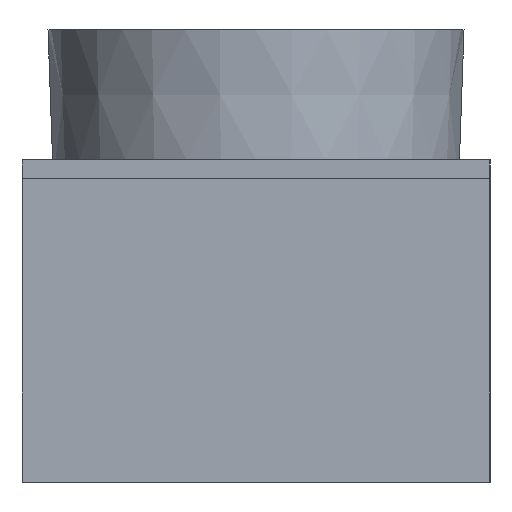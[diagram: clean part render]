
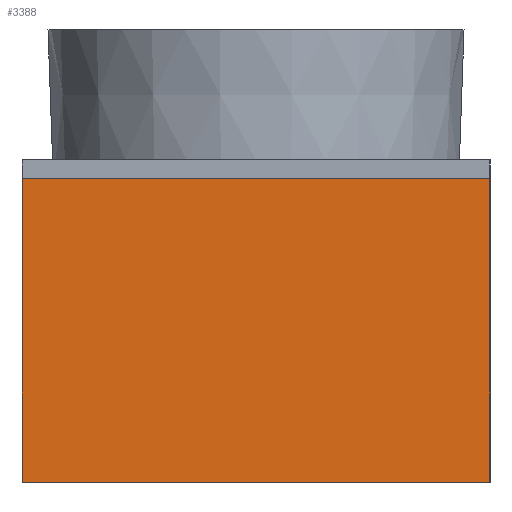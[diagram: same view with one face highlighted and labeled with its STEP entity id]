
A CAD part, left-side view. The second image highlights one B-rep face of the part: STEP entity #3388.
In plain terms, the highlighted planar face has unit normal (-1, 0, 0).
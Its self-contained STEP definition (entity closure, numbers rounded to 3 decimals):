
#271=PLANE('',#3686);
#429=FACE_OUTER_BOUND('',#658,.T.);
#658=EDGE_LOOP('',(#2644,#2645,#2646,#2647));
#947=LINE('',#5173,#1262);
#951=LINE('',#5181,#1266);
#954=LINE('',#5187,#1269);
#957=LINE('',#5192,#1272);
#1262=VECTOR('',#4217,1.);
#1266=VECTOR('',#4223,1.);
#1269=VECTOR('',#4228,1.);
#1272=VECTOR('',#4233,1.);
#1646=VERTEX_POINT('',#5171);
#1647=VERTEX_POINT('',#5172);
#1650=VERTEX_POINT('',#5180);
#1652=VERTEX_POINT('',#5186);
#2000=EDGE_CURVE('',#1646,#1647,#947,.T.);
#2004=EDGE_CURVE('',#1647,#1650,#951,.T.);
#2007=EDGE_CURVE('',#1650,#1652,#954,.T.);
#2010=EDGE_CURVE('',#1652,#1646,#957,.T.);
#2644=ORIENTED_EDGE('',*,*,#2010,.T.);
#2645=ORIENTED_EDGE('',*,*,#2000,.T.);
#2646=ORIENTED_EDGE('',*,*,#2004,.T.);
#2647=ORIENTED_EDGE('',*,*,#2007,.T.);
#3388=ADVANCED_FACE('',(#429),#271,.T.);
#3686=AXIS2_PLACEMENT_3D('',#5195,#4237,#4238);
#4217=DIRECTION('',(0.,0.,-1.));
#4223=DIRECTION('',(0.,-1.,0.));
#4228=DIRECTION('',(0.,0.,1.));
#4233=DIRECTION('',(0.,1.,0.));
#4237=DIRECTION('center_axis',(-1.,0.,0.));
#4238=DIRECTION('ref_axis',(0.,0.,1.));
#5171=CARTESIAN_POINT('',(0.,0.,292.));
#5172=CARTESIAN_POINT('',(0.,0.,0.));
#5173=CARTESIAN_POINT('',(0.,0.,292.));
#5180=CARTESIAN_POINT('',(0.,-450.,0.));
#5181=CARTESIAN_POINT('',(0.,0.,0.));
#5186=CARTESIAN_POINT('',(0.,-450.,292.));
#5187=CARTESIAN_POINT('',(0.,-450.,0.));
#5192=CARTESIAN_POINT('',(0.,-450.,292.));
#5195=CARTESIAN_POINT('Origin',(0.,-225.,146.));
